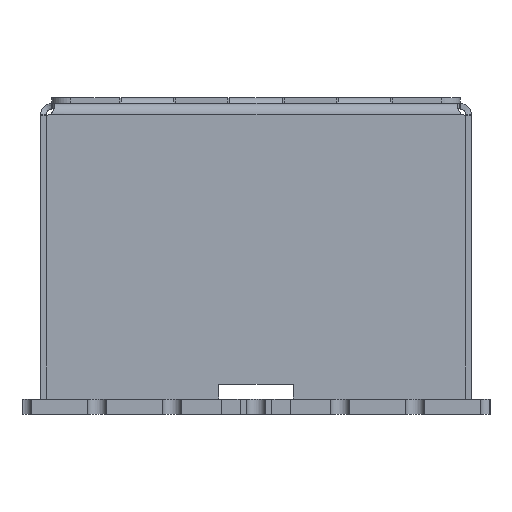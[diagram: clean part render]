
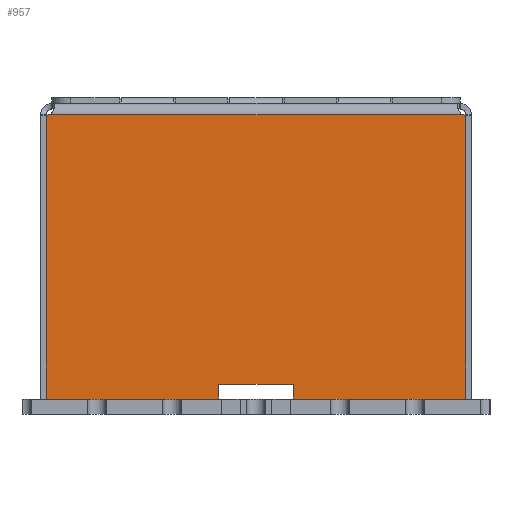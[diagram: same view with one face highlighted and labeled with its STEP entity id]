
A CAD part, left-side view. The second image highlights one B-rep face of the part: STEP entity #957.
In plain terms, the highlighted planar face has unit normal (-1, 0, 0).
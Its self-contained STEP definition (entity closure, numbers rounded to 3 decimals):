
#957=ADVANCED_FACE('',(#7610),#7612,.F.);
#7610=FACE_BOUND('',#7611,.T.);
#7611=EDGE_LOOP('',(#15662,#15663,#15664,#15665,#15666,#15667,#15668,#15669,#15670,
#15671));
#7612=PLANE('',#7613);
#7613=AXIS2_PLACEMENT_3D('',#7614,#7615,#7616);
#7614=CARTESIAN_POINT('',(-14.15,0.,16.613));
#7615=DIRECTION('',(1.,0.,0.));
#7616=DIRECTION('',(0.,0.,-1.));
#15662=ORIENTED_EDGE('',*,*,#19240,.T.);
#15663=ORIENTED_EDGE('',*,*,#19595,.F.);
#15664=ORIENTED_EDGE('',*,*,#19596,.F.);
#15665=ORIENTED_EDGE('',*,*,#19597,.F.);
#15666=ORIENTED_EDGE('',*,*,#19275,.T.);
#15667=ORIENTED_EDGE('',*,*,#19594,.F.);
#15668=ORIENTED_EDGE('',*,*,#19598,.T.);
#15669=ORIENTED_EDGE('',*,*,#19587,.F.);
#15670=ORIENTED_EDGE('',*,*,#19599,.F.);
#15671=ORIENTED_EDGE('',*,*,#19600,.T.);
#19240=EDGE_CURVE('',#21410,#21411,#21412,.T.);
#19275=EDGE_CURVE('',#21475,#21472,#21476,.T.);
#19587=EDGE_CURVE('',#22020,#22022,#22023,.T.);
#19594=EDGE_CURVE('',#22032,#21472,#22034,.T.);
#19595=EDGE_CURVE('',#22035,#21411,#22036,.T.);
#19596=EDGE_CURVE('',#22037,#22035,#22038,.T.);
#19597=EDGE_CURVE('',#21475,#22037,#22039,.T.);
#19598=EDGE_CURVE('',#22032,#22022,#22040,.T.);
#19599=EDGE_CURVE('',#22041,#22020,#22042,.T.);
#19600=EDGE_CURVE('',#22041,#21410,#22043,.T.);
#21410=VERTEX_POINT('',#25065);
#21411=VERTEX_POINT('',#25066);
#21412=LINE('',#25067,#25068);
#21472=VERTEX_POINT('',#25204);
#21475=VERTEX_POINT('',#25209);
#21476=LINE('',#25210,#25211);
#22020=VERTEX_POINT('',#26412);
#22022=VERTEX_POINT('',#26433);
#22023=LINE('',#26434,#26435);
#22032=VERTEX_POINT('',#26502);
#22034=LINE('',#26506,#26507);
#22035=VERTEX_POINT('',#26509);
#22036=LINE('',#26510,#26511);
#22037=VERTEX_POINT('',#26513);
#22038=LINE('',#26514,#26515);
#22039=LINE('',#26517,#26518);
#22040=CIRCLE('',#26520,0.45);
#22041=VERTEX_POINT('',#26524);
#22042=CIRCLE('',#26525,0.45);
#22043=LINE('',#26529,#26530);
#25065=CARTESIAN_POINT('',(-14.15,11.199,0.813));
#25066=CARTESIAN_POINT('',(-14.15,2.,0.813));
#25067=CARTESIAN_POINT('',(-14.15,11.199,0.813));
#25068=VECTOR('',#25069,1.);
#25069=DIRECTION('',(0.,-1.,0.));
#25204=CARTESIAN_POINT('',(-14.15,-11.199,0.813));
#25209=CARTESIAN_POINT('',(-14.15,-2.,0.813));
#25210=CARTESIAN_POINT('',(-14.15,-2.,0.813));
#25211=VECTOR('',#25212,1.);
#25212=DIRECTION('',(0.,-1.,0.));
#26412=CARTESIAN_POINT('',(-14.15,11.009,16.013));
#26433=CARTESIAN_POINT('',(-14.15,-11.009,16.013));
#26434=CARTESIAN_POINT('',(-14.15,11.009,16.013));
#26435=VECTOR('',#26436,1.);
#26436=DIRECTION('',(0.,-1.,0.));
#26502=CARTESIAN_POINT('',(-14.15,-11.199,15.971));
#26506=CARTESIAN_POINT('',(-14.15,-11.199,15.971));
#26507=VECTOR('',#26508,1.);
#26508=DIRECTION('',(0.,0.,-1.));
#26509=CARTESIAN_POINT('',(-14.15,2.,1.613));
#26510=CARTESIAN_POINT('',(-14.15,2.,1.613));
#26511=VECTOR('',#26512,1.);
#26512=DIRECTION('',(0.,0.,-1.));
#26513=CARTESIAN_POINT('',(-14.15,-2.,1.613));
#26514=CARTESIAN_POINT('',(-14.15,-2.,1.613));
#26515=VECTOR('',#26516,1.);
#26516=DIRECTION('',(0.,1.,0.));
#26517=CARTESIAN_POINT('',(-14.15,-2.,0.813));
#26518=VECTOR('',#26519,1.);
#26519=DIRECTION('',(0.,0.,1.));
#26520=AXIS2_PLACEMENT_3D('',#26521,#26522,#26523);
#26521=CARTESIAN_POINT('',(-14.15,-11.199,16.421));
#26522=DIRECTION('',(1.,0.,0.));
#26523=DIRECTION('',(0.,0.,-1.));
#26524=CARTESIAN_POINT('',(-14.15,11.199,15.971));
#26525=AXIS2_PLACEMENT_3D('',#26526,#26527,#26528);
#26526=CARTESIAN_POINT('',(-14.15,11.199,16.421));
#26527=DIRECTION('',(-1.,0.,0.));
#26528=DIRECTION('',(0.,0.,-1.));
#26529=CARTESIAN_POINT('',(-14.15,11.199,15.971));
#26530=VECTOR('',#26531,1.);
#26531=DIRECTION('',(0.,0.,-1.));
